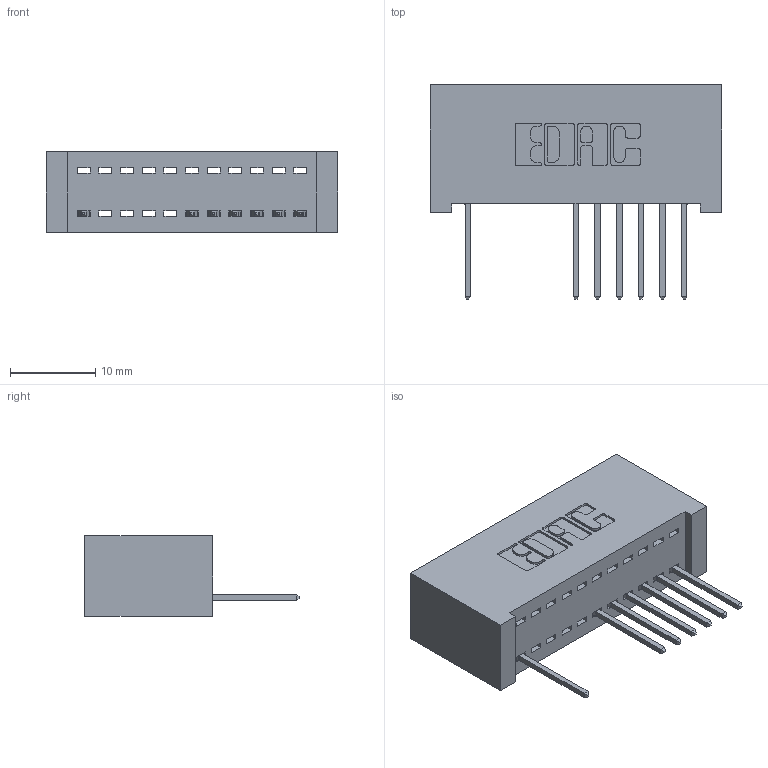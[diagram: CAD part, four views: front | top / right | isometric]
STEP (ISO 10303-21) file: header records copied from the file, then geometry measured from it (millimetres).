
FILE_DESCRIPTION (( 'STEP AP203' ), '1' );
FILE_NAME ('392-011-523-101.STEP', '2018-08-14T21:12:59', ( '' ), ( '' ), 'SwSTEP 2.0', 'SolidWorks 2016', '' );
FILE_SCHEMA (( 'CONFIG_CONTROL_DESIGN' ));
Length unit declared in the file: inch
Products named in the file (3): 342 Part_Lugless; 345-292-001_345-293-123; 392-011-523-101
Assembly tree (8 placements, depth 2):
  392-011-523-101
    342 Part_Lugless
    345-292-001_345-293-123  x7
Bounding box: 34.19 x 25.15 x 9.4 mm (x, y, z)
Volume: 3244 mm3; surface area: 4277.7 mm2
Topology: 8 solids, 8 shells, 556 faces, 1675 edges, 1106 vertices
Faces by surface type: plane 404, cylinder 152
Entity records: 10215 total; most frequent: CARTESIAN_POINT 1791, ORIENTED_EDGE 1742, DIRECTION 1561, EDGE_CURVE 871, VECTOR 751, LINE 751, VERTEX_POINT 578, AXIS2_PLACEMENT_3D 405
